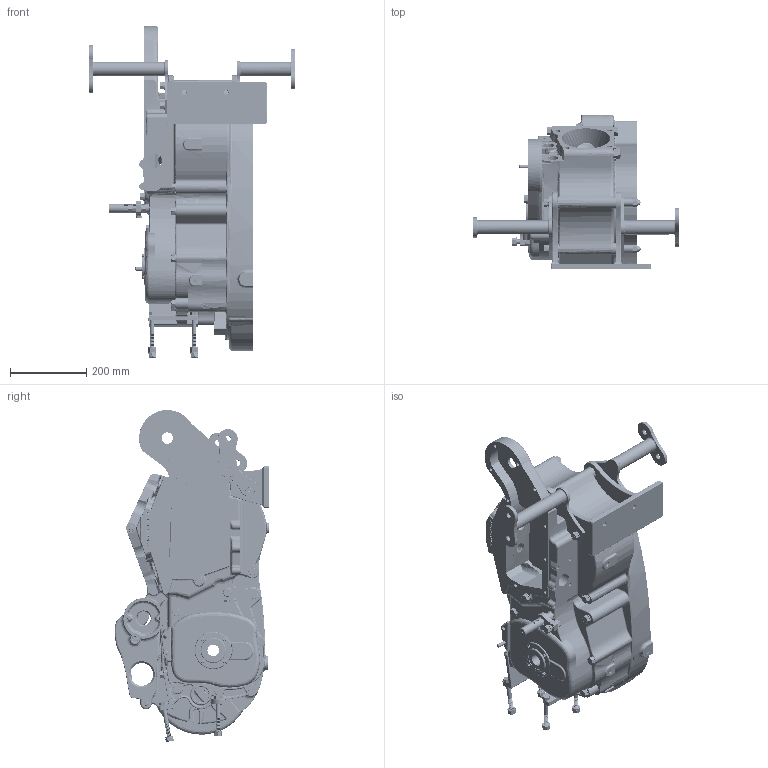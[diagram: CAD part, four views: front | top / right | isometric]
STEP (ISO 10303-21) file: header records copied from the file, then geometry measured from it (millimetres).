
FILE_DESCRIPTION(('FreeCAD Model'),'2;1');
FILE_NAME('Open CASCADE Shape Model','2025-04-17T06:32:14',('FreeCAD'),( 'FreeCAD'),'Open CASCADE STEP processor 7.6','FreeCAD','Unknown');
FILE_SCHEMA(('AUTOMOTIVE_DESIGN { 1 0 10303 214 1 1 1 1 }'));
Products named in the file (1): Open CASCADE STEP translator 7.6 1
Bounding box: 540.01 x 406.82 x 872.44 mm (x, y, z)
Volume: 30576525.6 mm3; surface area: 2668956.9 mm2
Topology: 95 solids, 97 shells, 10526 faces, 26355 edges, 15957 vertices
Faces by surface type: bspline 10526
Entity records: 379180 total; most frequent: CARTESIAN_POINT 238434, ORIENTED_EDGE 52162, EDGE_CURVE 26081, VERTEX_POINT 15956, B_SPLINE_CURVE_WITH_KNOTS 12164, FACE_BOUND 10942, EDGE_LOOP 10942, ADVANCED_FACE 10526
